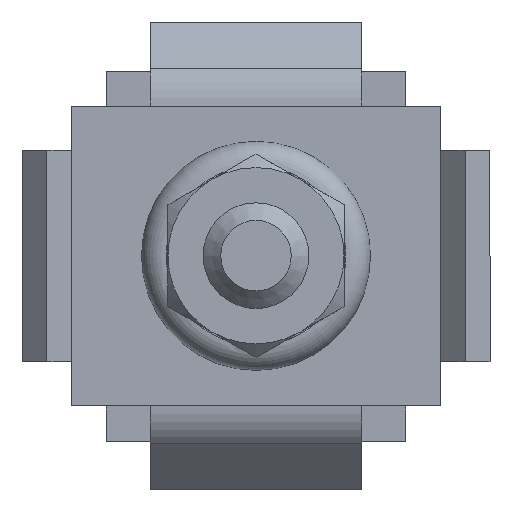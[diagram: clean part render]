
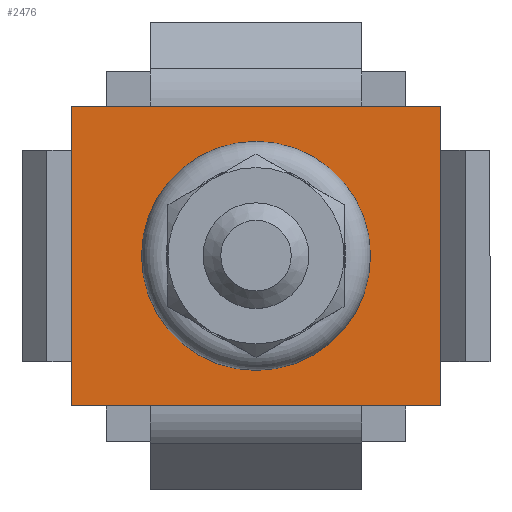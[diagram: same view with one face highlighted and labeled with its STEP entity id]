
A CAD part, top view. The second image highlights one B-rep face of the part: STEP entity #2476.
In plain terms, the highlighted planar face has unit normal (0, 0, 1).
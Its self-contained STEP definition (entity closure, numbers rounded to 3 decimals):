
#4 = VECTOR ( 'NONE', #1971, 1000. ) ;
#28 = VECTOR ( 'NONE', #181, 1000. ) ;
#34 = EDGE_CURVE ( 'NONE', #66, #2355, #545, .T. ) ;
#36 = AXIS2_PLACEMENT_3D ( 'NONE', #925, #1337, #123 ) ;
#49 = ORIENTED_EDGE ( 'NONE', *, *, #34, .T. ) ;
#66 = VERTEX_POINT ( 'NONE', #2557 ) ;
#104 = VECTOR ( 'NONE', #2356, 1000. ) ;
#119 = CARTESIAN_POINT ( 'NONE',  ( -3.5, 3.5, 9. ) ) ;
#123 = DIRECTION ( 'NONE',  ( 0., 1., 0. ) ) ;
#159 = LINE ( 'NONE', #408, #28 ) ;
#180 = CARTESIAN_POINT ( 'NONE',  ( 3.5, 3.5, 9. ) ) ;
#181 = DIRECTION ( 'NONE',  ( -1., 0., 0. ) ) ;
#203 = FACE_OUTER_BOUND ( 'NONE', #863, .T. ) ;
#214 = CARTESIAN_POINT ( 'NONE',  ( -10.5, -8.5, 9. ) ) ;
#230 = DIRECTION ( 'NONE',  ( 0., 1., 0. ) ) ;
#294 = VECTOR ( 'NONE', #2023, 1000. ) ;
#302 = EDGE_CURVE ( 'NONE', #814, #1456, #159, .T. ) ;
#408 = CARTESIAN_POINT ( 'NONE',  ( 10.5, -8.5, 9. ) ) ;
#420 = CARTESIAN_POINT ( 'NONE',  ( 10.5, 8.5, 9. ) ) ;
#431 = VECTOR ( 'NONE', #2055, 1000. ) ;
#441 = DIRECTION ( 'NONE',  ( -1., 0., 0. ) ) ;
#501 = CARTESIAN_POINT ( 'NONE',  ( 10.5, -8.5, 9. ) ) ;
#524 = DIRECTION ( 'NONE',  ( 0., -1., 0. ) ) ;
#534 = VERTEX_POINT ( 'NONE', #1142 ) ;
#545 = LINE ( 'NONE', #1828, #2094 ) ;
#640 = LINE ( 'NONE', #802, #1650 ) ;
#654 = LINE ( 'NONE', #2145, #104 ) ;
#682 = CARTESIAN_POINT ( 'NONE',  ( -6., 8.5, 9. ) ) ;
#724 = ORIENTED_EDGE ( 'NONE', *, *, #2274, .F. ) ;
#727 = ORIENTED_EDGE ( 'NONE', *, *, #2469, .T. ) ;
#736 = VERTEX_POINT ( 'NONE', #770 ) ;
#770 = CARTESIAN_POINT ( 'NONE',  ( 10.5, -8.5, 9. ) ) ;
#802 = CARTESIAN_POINT ( 'NONE',  ( 3.5, -3.5, 9. ) ) ;
#814 = VERTEX_POINT ( 'NONE', #998 ) ;
#826 = ORIENTED_EDGE ( 'NONE', *, *, #827, .F. ) ;
#827 = EDGE_CURVE ( 'NONE', #1634, #534, #2407, .T. ) ;
#863 = EDGE_LOOP ( 'NONE', ( #727, #996, #1417, #724, #1173, #2077, #49, #1843 ) ) ;
#867 = VECTOR ( 'NONE', #524, 1000. ) ;
#925 = CARTESIAN_POINT ( 'NONE',  ( 10.5, -8.5, 9. ) ) ;
#963 = ORIENTED_EDGE ( 'NONE', *, *, #1225, .F. ) ;
#977 = ORIENTED_EDGE ( 'NONE', *, *, #2027, .F. ) ;
#996 = ORIENTED_EDGE ( 'NONE', *, *, #1303, .F. ) ;
#998 = CARTESIAN_POINT ( 'NONE',  ( 6., -8.5, 9. ) ) ;
#1046 = VECTOR ( 'NONE', #1072, 1000. ) ;
#1072 = DIRECTION ( 'NONE',  ( 0., -1., 0. ) ) ;
#1081 = LINE ( 'NONE', #119, #4 ) ;
#1141 = CARTESIAN_POINT ( 'NONE',  ( -10.5, 8.5, 9. ) ) ;
#1142 = CARTESIAN_POINT ( 'NONE',  ( -3.5, 3.5, 9. ) ) ;
#1173 = ORIENTED_EDGE ( 'NONE', *, *, #2144, .F. ) ;
#1177 = VECTOR ( 'NONE', #230, 1000. ) ;
#1218 = EDGE_LOOP ( 'NONE', ( #977, #963, #2137, #826 ) ) ;
#1222 = DIRECTION ( 'NONE',  ( -1., 0., 0. ) ) ;
#1225 = EDGE_CURVE ( 'NONE', #2641, #1836, #640, .T. ) ;
#1266 = VERTEX_POINT ( 'NONE', #420 ) ;
#1303 = EDGE_CURVE ( 'NONE', #1456, #1322, #2584, .T. ) ;
#1322 = VERTEX_POINT ( 'NONE', #1644 ) ;
#1327 = CARTESIAN_POINT ( 'NONE',  ( -10.5, -8.5, 9. ) ) ;
#1337 = DIRECTION ( 'NONE',  ( 0., 0., -1. ) ) ;
#1348 = EDGE_CURVE ( 'NONE', #1266, #66, #1444, .T. ) ;
#1417 = ORIENTED_EDGE ( 'NONE', *, *, #302, .F. ) ;
#1444 = LINE ( 'NONE', #2473, #2397 ) ;
#1447 = CARTESIAN_POINT ( 'NONE',  ( 3.5, 3.5, 9. ) ) ;
#1456 = VERTEX_POINT ( 'NONE', #2524 ) ;
#1634 = VERTEX_POINT ( 'NONE', #1928 ) ;
#1644 = CARTESIAN_POINT ( 'NONE',  ( -10.5, -8.5, 9. ) ) ;
#1650 = VECTOR ( 'NONE', #2217, 1000. ) ;
#1687 = LINE ( 'NONE', #1883, #1046 ) ;
#1801 = VECTOR ( 'NONE', #2124, 1000. ) ;
#1803 = CARTESIAN_POINT ( 'NONE',  ( -3.5, -3.5, 9. ) ) ;
#1828 = CARTESIAN_POINT ( 'NONE',  ( 10.5, 8.5, 9. ) ) ;
#1833 = FACE_BOUND ( 'NONE', #1218, .T. ) ;
#1836 = VERTEX_POINT ( 'NONE', #1960 ) ;
#1838 = EDGE_CURVE ( 'NONE', #534, #2641, #1081, .T. ) ;
#1843 = ORIENTED_EDGE ( 'NONE', *, *, #2298, .F. ) ;
#1883 = CARTESIAN_POINT ( 'NONE',  ( 10.5, -8.5, 9. ) ) ;
#1928 = CARTESIAN_POINT ( 'NONE',  ( 3.5, 3.5, 9. ) ) ;
#1960 = CARTESIAN_POINT ( 'NONE',  ( 3.5, -3.5, 9. ) ) ;
#1971 = DIRECTION ( 'NONE',  ( 0., -1., 0. ) ) ;
#2023 = DIRECTION ( 'NONE',  ( -1., 0., 0. ) ) ;
#2027 = EDGE_CURVE ( 'NONE', #1836, #1634, #2195, .T. ) ;
#2055 = DIRECTION ( 'NONE',  ( -1., 0., 0. ) ) ;
#2077 = ORIENTED_EDGE ( 'NONE', *, *, #1348, .T. ) ;
#2094 = VECTOR ( 'NONE', #1222, 1000. ) ;
#2124 = DIRECTION ( 'NONE',  ( -1., 0., 0. ) ) ;
#2137 = ORIENTED_EDGE ( 'NONE', *, *, #1838, .F. ) ;
#2144 = EDGE_CURVE ( 'NONE', #1266, #736, #1687, .T. ) ;
#2145 = CARTESIAN_POINT ( 'NONE',  ( -10.5, 8.5, 9. ) ) ;
#2195 = LINE ( 'NONE', #1447, #1177 ) ;
#2217 = DIRECTION ( 'NONE',  ( 1., 0., 0. ) ) ;
#2274 = EDGE_CURVE ( 'NONE', #736, #814, #2403, .T. ) ;
#2298 = EDGE_CURVE ( 'NONE', #2486, #2355, #654, .T. ) ;
#2355 = VERTEX_POINT ( 'NONE', #682 ) ;
#2356 = DIRECTION ( 'NONE',  ( 1., 0., 0. ) ) ;
#2364 = LINE ( 'NONE', #1327, #867 ) ;
#2397 = VECTOR ( 'NONE', #441, 1000. ) ;
#2403 = LINE ( 'NONE', #501, #1801 ) ;
#2407 = LINE ( 'NONE', #180, #294 ) ;
#2469 = EDGE_CURVE ( 'NONE', #2486, #1322, #2364, .T. ) ;
#2473 = CARTESIAN_POINT ( 'NONE',  ( 10.5, 8.5, 9. ) ) ;
#2476 = ADVANCED_FACE ( 'NONE', ( #1833, #203 ), #2560, .F. ) ;
#2486 = VERTEX_POINT ( 'NONE', #1141 ) ;
#2524 = CARTESIAN_POINT ( 'NONE',  ( -6., -8.5, 9. ) ) ;
#2557 = CARTESIAN_POINT ( 'NONE',  ( 6., 8.5, 9. ) ) ;
#2560 = PLANE ( 'NONE',  #36 ) ;
#2584 = LINE ( 'NONE', #214, #431 ) ;
#2641 = VERTEX_POINT ( 'NONE', #1803 ) ;
